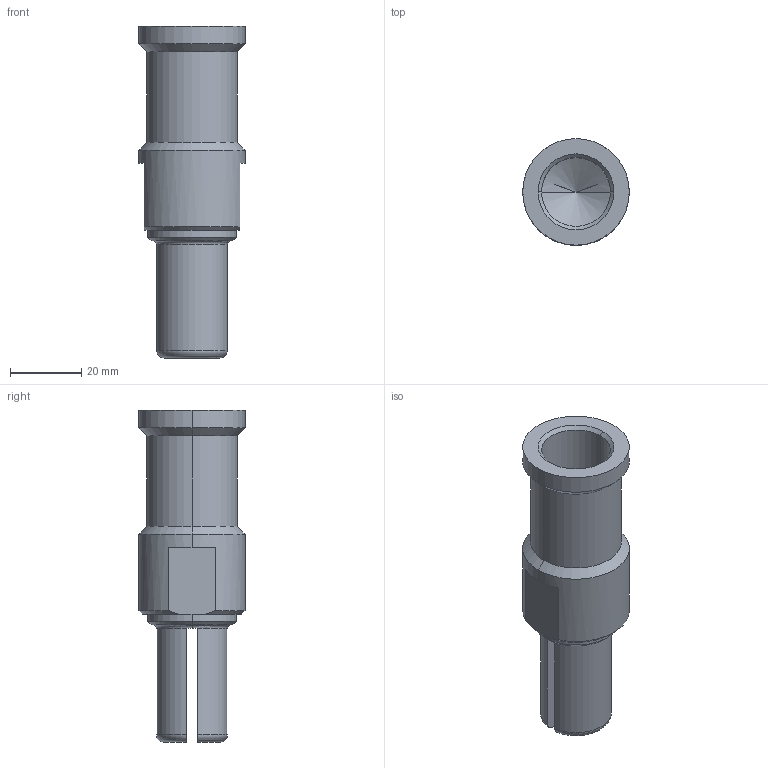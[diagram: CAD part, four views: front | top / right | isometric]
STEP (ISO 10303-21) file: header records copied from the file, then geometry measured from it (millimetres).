
FILE_DESCRIPTION((''),'2;1');
FILE_NAME('3D_1010301102401_CHSM650-240_V1','2020-06-05T',('f.li'),(''),'PRO/ENGINEER BY PARAMETRIC TECHNOLOGY CORPORATION, 2012480','PRO/ENGINEER BY PARAMETRIC TECHNOLOGY CORPORATION, 2012480','');
FILE_SCHEMA(('CONFIG_CONTROL_DESIGN'));
Length unit declared in the file: millimetre
Products named in the file (1): 3D_1010301102401_CHSM650-240_V1
Bounding box: 30 x 30 x 93.5 mm (x, y, z)
Volume: 30854 mm3; surface area: 12516.9 mm2
Topology: 1 solids, 1 shells, 42 faces, 99 edges, 59 vertices
Faces by surface type: cylinder 14, plane 12, cone 12, torus 4
Entity records: 1289 total; most frequent: CARTESIAN_POINT 278, DIRECTION 215, ORIENTED_EDGE 194, EDGE_CURVE 97, AXIS2_PLACEMENT_3D 88, VERTEX_POINT 59, EDGE_LOOP 46, CIRCLE 46
